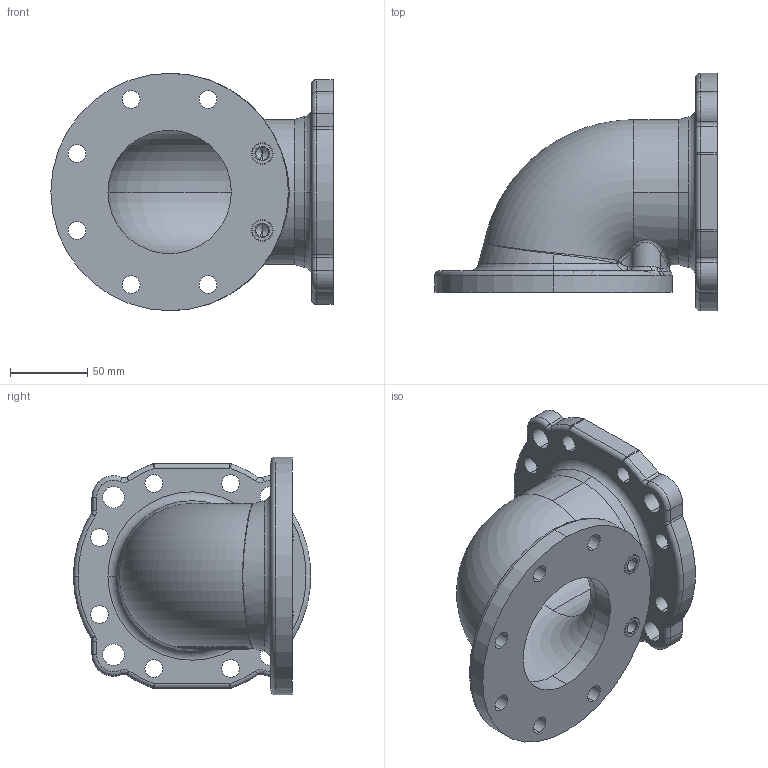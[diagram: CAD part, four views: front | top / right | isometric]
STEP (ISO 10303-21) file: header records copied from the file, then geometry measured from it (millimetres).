
FILE_DESCRIPTION (( 'STEP AP214' ), '1' );
FILE_NAME ('RO4_08945.STEP', '2012-09-24T11:26:23', ( 'Admin2' ), ( '' ), 'SwSTEP 2.0', 'SolidWorks 2010', '' );
FILE_SCHEMA (( 'AUTOMOTIVE_DESIGN' ));
Length unit declared in the file: millimetre
Products named in the file (1): RO4_08945
Bounding box: 183 x 153.76 x 154 mm (x, y, z)
Volume: 610081.8 mm3; surface area: 143063.2 mm2
Topology: 3 solids, 3 shells, 570 faces, 1490 edges, 962 vertices
Faces by surface type: plane 206, bspline 160, cylinder 93, torus 78, cone 29, sphere 4
Entity records: 27573 total; most frequent: CARTESIAN_POINT 14050, ORIENTED_EDGE 2968, DIRECTION 1927, EDGE_CURVE 1484, VERTEX_POINT 962, AXIS2_PLACEMENT_3D 727, B_SPLINE_CURVE_WITH_KNOTS 695, EDGE_LOOP 654
